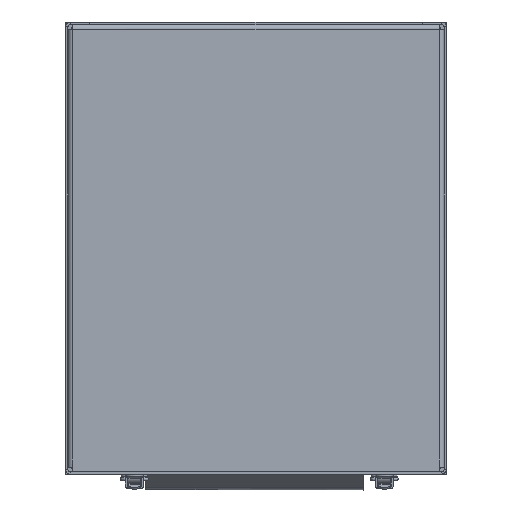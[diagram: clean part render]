
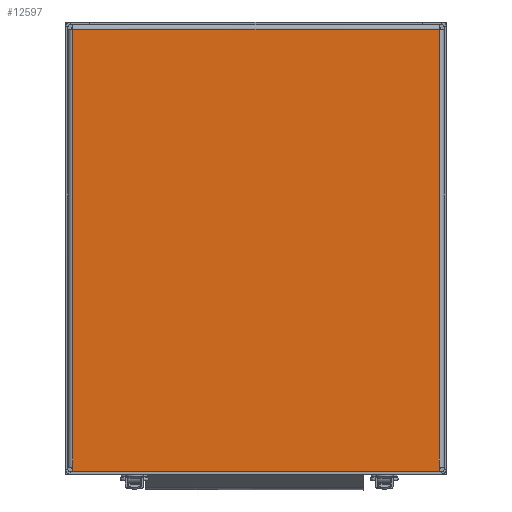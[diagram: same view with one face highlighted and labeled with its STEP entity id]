
A CAD part, front view. The second image highlights one B-rep face of the part: STEP entity #12597.
In plain terms, the highlighted free-form (B-spline) face has degree [1, 1] with [2, 2] control points.
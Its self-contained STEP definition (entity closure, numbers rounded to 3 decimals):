
#12455 = VERTEX_POINT('',#12456);
#12456 = CARTESIAN_POINT('',(-187.767,-480.883,
    185.623));
#12462 = EDGE_CURVE('',#12463,#12455,#12465,.T.);
#12463 = VERTEX_POINT('',#12464);
#12464 = CARTESIAN_POINT('',(187.39,-480.883,
    185.623));
#12465 = B_SPLINE_CURVE_WITH_KNOTS('',1,(#12466,#12467),.UNSPECIFIED.,
  .F.,.F.,(2,2),(-231.,77.),.PIECEWISE_BEZIER_KNOTS.);
#12466 = CARTESIAN_POINT('',(187.39,-480.883,
    185.623));
#12467 = CARTESIAN_POINT('',(-187.767,-480.883,
    185.623));
#12597 = ADVANCED_FACE('',(#12598),#12634,.T.);
#12598 = FACE_BOUND('',#12599,.T.);
#12599 = EDGE_LOOP('',(#12600,#12601,#12608,#12615,#12622,#12629));
#12600 = ORIENTED_EDGE('',*,*,#12462,.T.);
#12601 = ORIENTED_EDGE('',*,*,#12602,.T.);
#12602 = EDGE_CURVE('',#12455,#12603,#12605,.T.);
#12603 = VERTEX_POINT('',#12604);
#12604 = CARTESIAN_POINT('',(-187.767,-480.883,
    -262.616));
#12605 = B_SPLINE_CURVE_WITH_KNOTS('',1,(#12606,#12607),.UNSPECIFIED.,
  .F.,.F.,(2,2),(-90.,278.),.PIECEWISE_BEZIER_KNOTS.);
#12606 = CARTESIAN_POINT('',(-187.767,-480.883,
    185.623));
#12607 = CARTESIAN_POINT('',(-187.767,-480.883,
    -262.616));
#12608 = ORIENTED_EDGE('',*,*,#12609,.T.);
#12609 = EDGE_CURVE('',#12603,#12610,#12612,.T.);
#12610 = VERTEX_POINT('',#12611);
#12611 = CARTESIAN_POINT('',(-187.767,-480.883,
    -267.488));
#12612 = B_SPLINE_CURVE_WITH_KNOTS('',1,(#12613,#12614),.UNSPECIFIED.,
  .F.,.F.,(2,2),(278.,282.),.PIECEWISE_BEZIER_KNOTS.);
#12613 = CARTESIAN_POINT('',(-187.767,-480.883,
    -262.616));
#12614 = CARTESIAN_POINT('',(-187.767,-480.883,
    -267.488));
#12615 = ORIENTED_EDGE('',*,*,#12616,.F.);
#12616 = EDGE_CURVE('',#12617,#12610,#12619,.T.);
#12617 = VERTEX_POINT('',#12618);
#12618 = CARTESIAN_POINT('',(187.39,-480.883,
    -267.488));
#12619 = B_SPLINE_CURVE_WITH_KNOTS('',1,(#12620,#12621),.UNSPECIFIED.,
  .F.,.F.,(2,2),(2.,310.),.PIECEWISE_BEZIER_KNOTS.);
#12620 = CARTESIAN_POINT('',(187.39,-480.883,
    -267.488));
#12621 = CARTESIAN_POINT('',(-187.767,-480.883,
    -267.488));
#12622 = ORIENTED_EDGE('',*,*,#12623,.T.);
#12623 = EDGE_CURVE('',#12617,#12624,#12626,.T.);
#12624 = VERTEX_POINT('',#12625);
#12625 = CARTESIAN_POINT('',(187.39,-480.883,
    -262.616));
#12626 = B_SPLINE_CURVE_WITH_KNOTS('',1,(#12627,#12628),.UNSPECIFIED.,
  .F.,.F.,(2,2),(-94.,-90.),.PIECEWISE_BEZIER_KNOTS.);
#12627 = CARTESIAN_POINT('',(187.39,-480.883,
    -267.488));
#12628 = CARTESIAN_POINT('',(187.39,-480.883,
    -262.616));
#12629 = ORIENTED_EDGE('',*,*,#12630,.T.);
#12630 = EDGE_CURVE('',#12624,#12463,#12631,.T.);
#12631 = B_SPLINE_CURVE_WITH_KNOTS('',1,(#12632,#12633),.UNSPECIFIED.,
  .F.,.F.,(2,2),(-90.,278.),.PIECEWISE_BEZIER_KNOTS.);
#12632 = CARTESIAN_POINT('',(187.39,-480.883,
    -262.616));
#12633 = CARTESIAN_POINT('',(187.39,-480.883,
    185.623));
#12634 = B_SPLINE_SURFACE_WITH_KNOTS('',1,1,(
    (#12635,#12636)
    ,(#12637,#12638
  )),.UNSPECIFIED.,.F.,.F.,.F.,(2,2),(2,2),(-154.,154.),(-188.,184.),
  .PIECEWISE_BEZIER_KNOTS.);
#12635 = CARTESIAN_POINT('',(-187.767,-480.883,
    -267.488));
#12636 = CARTESIAN_POINT('',(-187.767,-480.883,
    185.623));
#12637 = CARTESIAN_POINT('',(187.39,-480.883,
    -267.488));
#12638 = CARTESIAN_POINT('',(187.39,-480.883,
    185.623));
